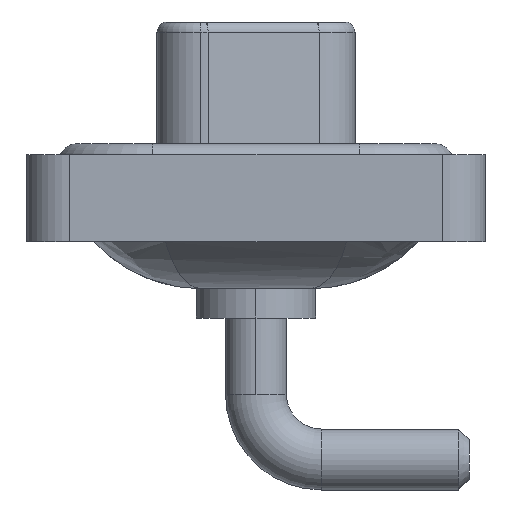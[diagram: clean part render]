
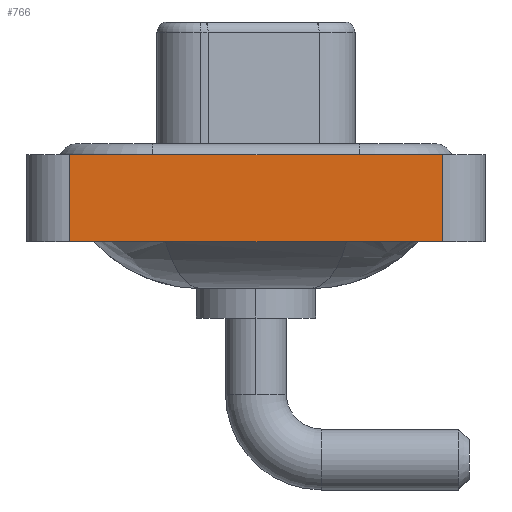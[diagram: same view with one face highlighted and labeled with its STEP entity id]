
A CAD part, left-side view. The second image highlights one B-rep face of the part: STEP entity #766.
In plain terms, the highlighted planar face has unit normal (-1, 0, 0).
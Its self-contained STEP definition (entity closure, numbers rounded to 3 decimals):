
#534 = ORIENTED_EDGE ( 'NONE', *, *, #10803, .T. ) ;
#679 = DIRECTION ( 'NONE',  ( -1., 0., 0. ) ) ;
#766 = ADVANCED_FACE ( 'NONE', ( #13265 ), #11603, .T. ) ;
#874 = DIRECTION ( 'NONE',  ( 0., 0., 1. ) ) ;
#1242 = LINE ( 'NONE', #13631, #15932 ) ;
#1257 = EDGE_CURVE ( 'NONE', #2043, #9343, #1242, .T. ) ;
#1868 = CARTESIAN_POINT ( 'NONE',  ( -7.35, 8.55, -3.6 ) ) ;
#2043 = VERTEX_POINT ( 'NONE', #2113 ) ;
#2113 = CARTESIAN_POINT ( 'NONE',  ( -7.35, -8.55, -3.6 ) ) ;
#2701 = DIRECTION ( 'NONE',  ( 0., -1., 0. ) ) ;
#2962 = CARTESIAN_POINT ( 'NONE',  ( -7.35, -8.55, -3.6 ) ) ;
#3255 = CARTESIAN_POINT ( 'NONE',  ( -7.35, -8.55, -3.6 ) ) ;
#3655 = AXIS2_PLACEMENT_3D ( 'NONE', #3255, #679, #4914 ) ;
#3823 = VECTOR ( 'NONE', #15836, 1000. ) ;
#4914 = DIRECTION ( 'NONE',  ( 0., 0., 1. ) ) ;
#6640 = EDGE_CURVE ( 'NONE', #7740, #9343, #11912, .T. ) ;
#7531 = VERTEX_POINT ( 'NONE', #1868 ) ;
#7740 = VERTEX_POINT ( 'NONE', #7954 ) ;
#7826 = EDGE_LOOP ( 'NONE', ( #14929, #17454, #17186, #534 ) ) ;
#7954 = CARTESIAN_POINT ( 'NONE',  ( -7.35, 8.55, 0.4 ) ) ;
#9343 = VERTEX_POINT ( 'NONE', #12314 ) ;
#9568 = VECTOR ( 'NONE', #2701, 1000. ) ;
#10276 = EDGE_CURVE ( 'NONE', #7531, #7740, #15448, .T. ) ;
#10803 = EDGE_CURVE ( 'NONE', #7531, #2043, #15516, .T. ) ;
#11603 = PLANE ( 'NONE',  #3655 ) ;
#11912 = LINE ( 'NONE', #17487, #3823 ) ;
#12314 = CARTESIAN_POINT ( 'NONE',  ( -7.35, -8.55, 0.4 ) ) ;
#13265 = FACE_OUTER_BOUND ( 'NONE', #7826, .T. ) ;
#13631 = CARTESIAN_POINT ( 'NONE',  ( -7.35, -8.55, -3.6 ) ) ;
#14160 = DIRECTION ( 'NONE',  ( 0., 0., 1. ) ) ;
#14248 = CARTESIAN_POINT ( 'NONE',  ( -7.35, 8.55, -3.6 ) ) ;
#14509 = VECTOR ( 'NONE', #14160, 1000. ) ;
#14929 = ORIENTED_EDGE ( 'NONE', *, *, #1257, .T. ) ;
#15448 = LINE ( 'NONE', #14248, #14509 ) ;
#15516 = LINE ( 'NONE', #2962, #9568 ) ;
#15836 = DIRECTION ( 'NONE',  ( 0., -1., 0. ) ) ;
#15932 = VECTOR ( 'NONE', #874, 1000. ) ;
#17186 = ORIENTED_EDGE ( 'NONE', *, *, #10276, .F. ) ;
#17454 = ORIENTED_EDGE ( 'NONE', *, *, #6640, .F. ) ;
#17487 = CARTESIAN_POINT ( 'NONE',  ( -7.35, -8.55, 0.4 ) ) ;
